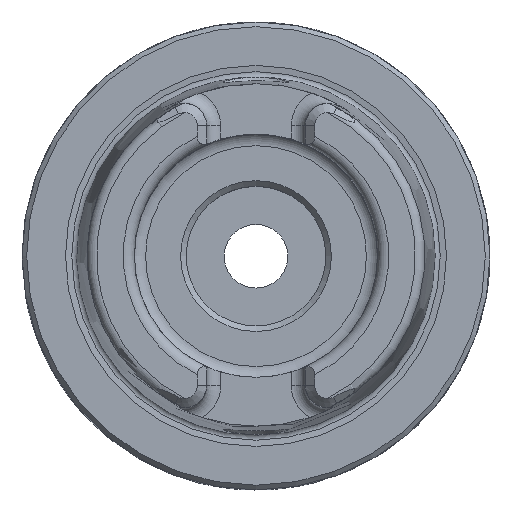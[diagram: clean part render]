
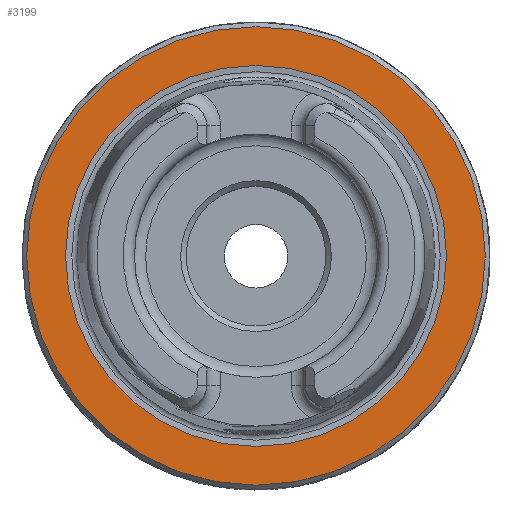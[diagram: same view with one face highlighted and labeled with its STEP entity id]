
A CAD part, top view. The second image highlights one B-rep face of the part: STEP entity #3199.
In plain terms, the highlighted planar face has unit normal (0, 0, 1).
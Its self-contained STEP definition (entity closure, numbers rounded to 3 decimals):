
#408=PLANE('',#3424);
#815=ORIENTED_EDGE('',*,*,#1273,.F.);
#816=ORIENTED_EDGE('',*,*,#1274,.T.);
#1273=EDGE_CURVE('',#1504,#1504,#1616,.T.);
#1274=EDGE_CURVE('',#1505,#1505,#1617,.T.);
#1504=VERTEX_POINT('',#5126);
#1505=VERTEX_POINT('',#5129);
#1616=CIRCLE('',#3423,20.354);
#1617=CIRCLE('',#3425,24.5);
#1769=EDGE_LOOP('',(#815));
#1770=EDGE_LOOP('',(#816));
#1976=FACE_BOUND('',#1769,.T.);
#1977=FACE_BOUND('',#1770,.T.);
#3199=ADVANCED_FACE('',(#1976,#1977),#408,.F.);
#3423=AXIS2_PLACEMENT_3D('',#5125,#3947,#3948);
#3424=AXIS2_PLACEMENT_3D('',#5127,#3949,#3950);
#3425=AXIS2_PLACEMENT_3D('',#5128,#3951,#3952);
#3947=DIRECTION('',(0.,0.,1.));
#3948=DIRECTION('',(1.,0.,0.));
#3949=DIRECTION('',(0.,0.,-1.));
#3950=DIRECTION('',(-1.,0.,0.));
#3951=DIRECTION('',(0.,0.,1.));
#3952=DIRECTION('',(1.,0.,0.));
#5125=CARTESIAN_POINT('',(0.,0.,0.));
#5126=CARTESIAN_POINT('',(20.354,0.,0.));
#5127=CARTESIAN_POINT('',(24.5,0.,0.));
#5128=CARTESIAN_POINT('',(0.,0.,0.));
#5129=CARTESIAN_POINT('',(24.5,0.,0.));
